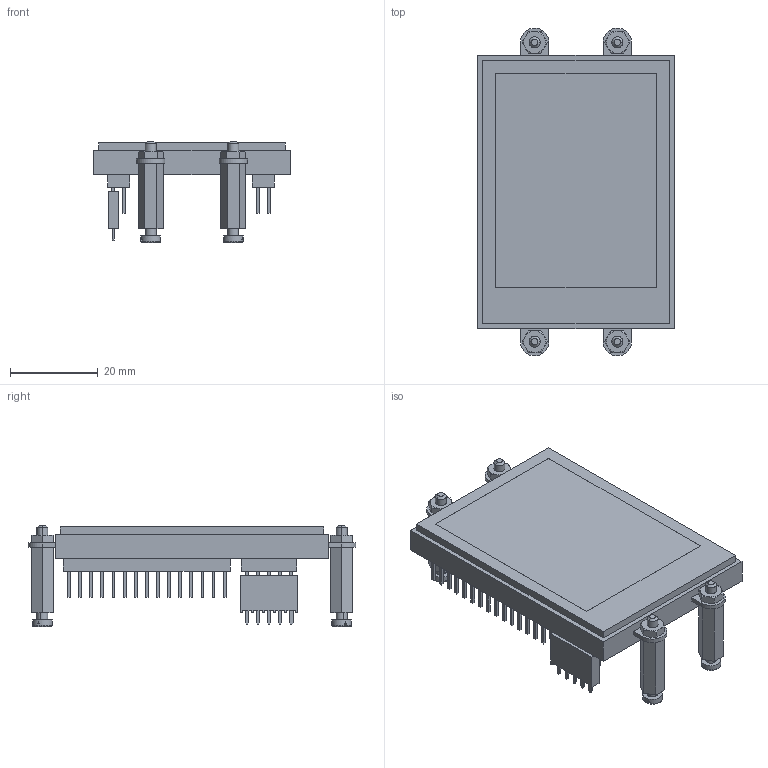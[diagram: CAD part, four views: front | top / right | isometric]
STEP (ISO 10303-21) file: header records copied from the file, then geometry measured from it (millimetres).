
FILE_DESCRIPTION (( 'STEP AP214' ), '1' );
FILE_NAME ('uLCD-24PTU_H2_odd_pin_only.STEP', '2022-05-13T08:07:21', ( '' ), ( '' ), 'SwSTEP 2.0', 'SolidWorks 2018', '' );
FILE_SCHEMA (( 'AUTOMOTIVE_DESIGN' ));
Length unit declared in the file: millimetre
Products named in the file (8): vis; uLCD-24PTU; uLCD-24PTU_H2_odd_pin_only; ecrou; SSW_105_01_G_S_3; SSW_105_01_G_S_5; colonette; SSW_105_01_G_S
Assembly tree (16 placements, depth 3):
  uLCD-24PTU_H2_odd_pin_only
    uLCD-24PTU
    SSW_105_01_G_S
      SSW_105_01_G_S_3
      SSW_105_01_G_S_5
    colonette  x4
    ecrou  x4
    vis  x4
Bounding box: 44.9 x 74.9 x 23.1 mm (x, y, z)
Volume: 22904.6 mm3; surface area: 11276.7 mm2
Topology: 15 solids, 15 shells, 604 faces, 1426 edges, 924 vertices
Faces by surface type: plane 464, cone 80, cylinder 52, torus 8
Entity records: 17284 total; most frequent: CARTESIAN_POINT 2327, ORIENTED_EDGE 2108, DIRECTION 2002, EDGE_CURVE 1054, VECTOR 956, LINE 956, VERTEX_POINT 696, AXIS2_PLACEMENT_3D 523
